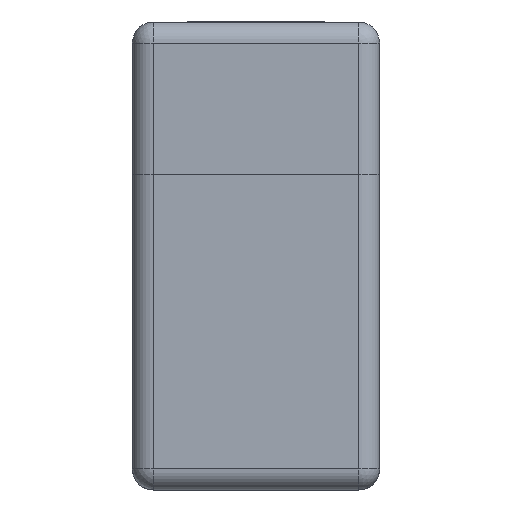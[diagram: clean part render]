
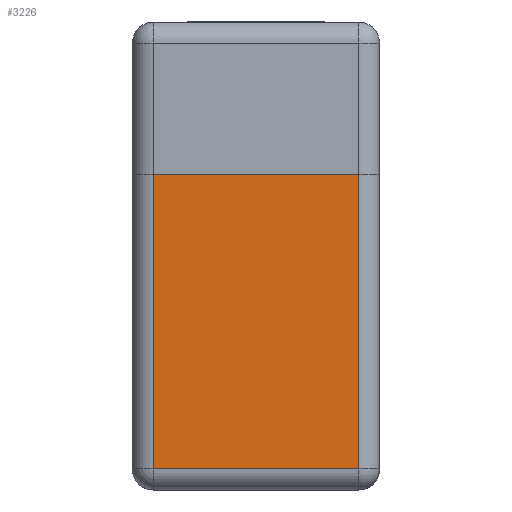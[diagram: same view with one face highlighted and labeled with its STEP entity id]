
A CAD part, left-side view. The second image highlights one B-rep face of the part: STEP entity #3226.
In plain terms, the highlighted planar face has unit normal (-1, 0, 0).
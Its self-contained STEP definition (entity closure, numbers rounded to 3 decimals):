
#247=PLANE('',#3567);
#435=FACE_OUTER_BOUND('',#675,.T.);
#675=EDGE_LOOP('',(#2980,#2981,#2982,#2983));
#856=LINE('',#5036,#1158);
#859=LINE('',#5047,#1161);
#861=LINE('',#5053,#1163);
#977=LINE('',#5546,#1279);
#1158=VECTOR('',#4101,10.);
#1161=VECTOR('',#4114,10.);
#1163=VECTOR('',#4120,10.);
#1279=VECTOR('',#4500,10.);
#1543=VERTEX_POINT('',#5010);
#1549=VERTEX_POINT('',#5034);
#1552=VERTEX_POINT('',#5042);
#1553=VERTEX_POINT('',#5049);
#1916=EDGE_CURVE('',#1549,#1543,#856,.T.);
#1922=EDGE_CURVE('',#1543,#1552,#859,.T.);
#1925=EDGE_CURVE('',#1552,#1553,#861,.T.);
#2107=EDGE_CURVE('',#1549,#1553,#977,.T.);
#2980=ORIENTED_EDGE('',*,*,#1916,.F.);
#2981=ORIENTED_EDGE('',*,*,#2107,.T.);
#2982=ORIENTED_EDGE('',*,*,#1925,.F.);
#2983=ORIENTED_EDGE('',*,*,#1922,.F.);
#3226=ADVANCED_FACE('',(#435),#247,.T.);
#3567=AXIS2_PLACEMENT_3D('',#5547,#4501,#4502);
#4101=DIRECTION('',(0.,0.,-1.));
#4114=DIRECTION('',(0.,1.,0.));
#4120=DIRECTION('',(0.,0.,1.));
#4500=DIRECTION('',(0.,1.,0.));
#4501=DIRECTION('center_axis',(-1.,0.,0.));
#4502=DIRECTION('ref_axis',(0.,0.,1.));
#5010=CARTESIAN_POINT('',(0.,2.,2.));
#5034=CARTESIAN_POINT('',(0.,2.,30.));
#5036=CARTESIAN_POINT('',(0.,2.,7.5));
#5042=CARTESIAN_POINT('',(0.,21.5,2.));
#5047=CARTESIAN_POINT('',(0.,0.,2.));
#5049=CARTESIAN_POINT('',(0.,21.5,30.));
#5053=CARTESIAN_POINT('',(0.,21.5,7.5));
#5546=CARTESIAN_POINT('',(0.,0.,30.));
#5547=CARTESIAN_POINT('Origin',(0.,0.,0.));
